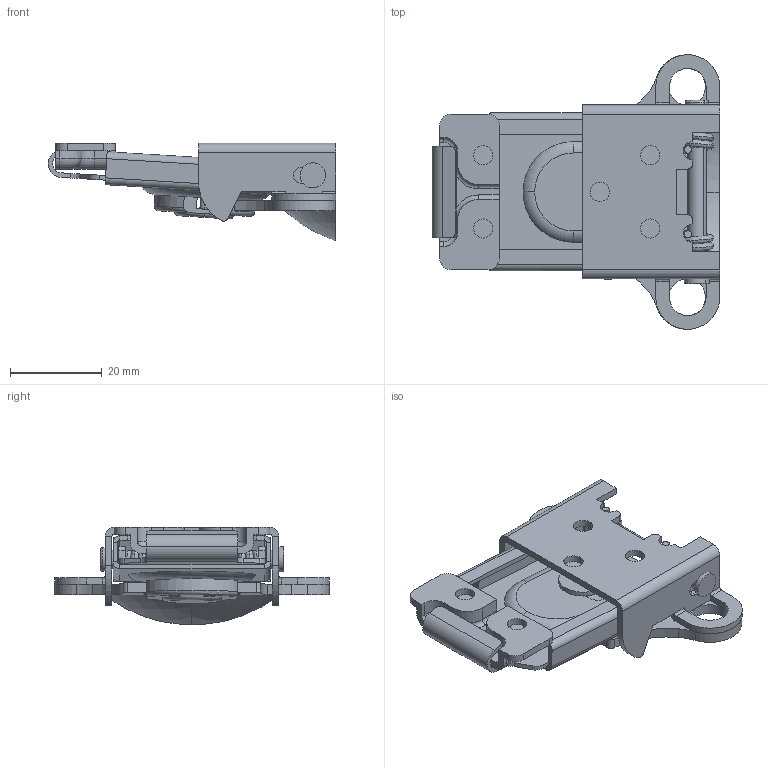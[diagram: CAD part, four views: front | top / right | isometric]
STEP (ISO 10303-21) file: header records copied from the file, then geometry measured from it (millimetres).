
FILE_DESCRIPTION (( 'STEP AP203' ), '1' );
FILE_NAME ('SC120-06886_P102HSCR_ファスナー_0.step', '2013-09-30T01:41:11', ( ' ' ), ( '' ), 'SwSTEP 2.0', 'SolidWorks 2011', '' );
FILE_SCHEMA (( 'CONFIG_CONTROL_DESIGN' ));
Length unit declared in the file: millimetre
Products named in the file (10): SC120-06886_P102HSCR_ファスナー_0; SC120-06885_P102HSCR_偽偹R; SC120-06884_P102HSCR_偽偹L; SC120-06890_P102HSCR_受金具; SC120-06883_P102HSCR_つまみ; SC120-06882_P102HSCR_カム; SC120-06889_P102HSCR_軸; SC120-06887_P102HSCR_フック; SC120-06881_P102HSCR_アーム; SC120-06888_P102HSCR_ベース
Assembly tree (9 placements, depth 2):
  SC120-06886_P102HSCR_ファスナー_0
    SC120-06887_P102HSCR_フック
    SC120-06881_P102HSCR_アーム
    SC120-06888_P102HSCR_ベース
    SC120-06885_P102HSCR_偽偹R
    SC120-06884_P102HSCR_偽偹L
    SC120-06890_P102HSCR_受金具
    SC120-06889_P102HSCR_軸
    SC120-06883_P102HSCR_つまみ
    SC120-06882_P102HSCR_カム
Bounding box: 62.84 x 60 x 21.25 mm (x, y, z)
Volume: 12797.5 mm3; surface area: 18926.8 mm2
Topology: 9 solids, 9 shells, 352 faces, 896 edges, 559 vertices
Faces by surface type: plane 161, cylinder 152, torus 29, bspline 8, cone 2
Entity records: 13903 total; most frequent: CARTESIAN_POINT 4083, DIRECTION 1929, ORIENTED_EDGE 1788, EDGE_CURVE 894, AXIS2_PLACEMENT_3D 715, VERTEX_POINT 559, VECTOR 499, LINE 499
